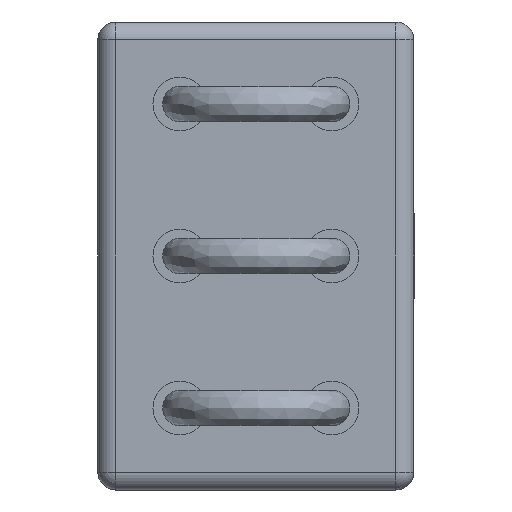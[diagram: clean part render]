
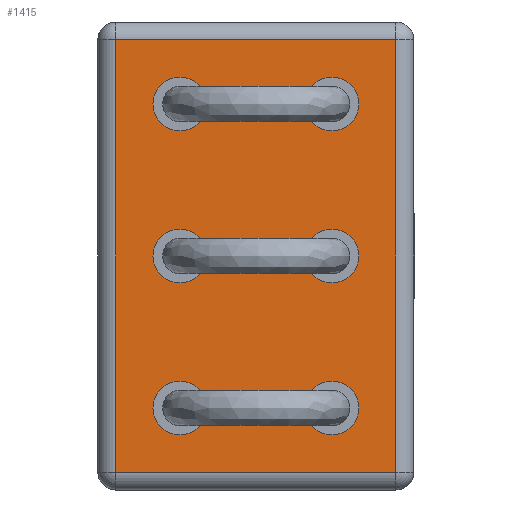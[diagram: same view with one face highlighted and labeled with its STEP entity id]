
A CAD part, front view. The second image highlights one B-rep face of the part: STEP entity #1415.
In plain terms, the highlighted planar face has unit normal (0, -1, 0).
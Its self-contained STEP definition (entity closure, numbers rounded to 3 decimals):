
#3 = AXIS2_PLACEMENT_3D ( 'NONE', #1038, #1975, #2428 ) ;
#12 = CARTESIAN_POINT ( 'NONE',  ( 1.37, 0., -3.91 ) ) ;
#36 = CARTESIAN_POINT ( 'NONE',  ( 1.37, 0., -6.45 ) ) ;
#92 = ORIENTED_EDGE ( 'NONE', *, *, #3413, .T. ) ;
#252 = VERTEX_POINT ( 'NONE', #882 ) ;
#272 = CIRCLE ( 'NONE', #4001, 0.45 ) ;
#331 = VECTOR ( 'NONE', #5675, 1000. ) ;
#340 = CARTESIAN_POINT ( 'NONE',  ( 1.37, 0., -6.9 ) ) ;
#363 = DIRECTION ( 'NONE',  ( 0., 0., 1. ) ) ;
#461 = VERTEX_POINT ( 'NONE', #4937 ) ;
#503 = ORIENTED_EDGE ( 'NONE', *, *, #1086, .T. ) ;
#512 = ORIENTED_EDGE ( 'NONE', *, *, #3510, .T. ) ;
#523 = VERTEX_POINT ( 'NONE', #3360 ) ;
#595 = ORIENTED_EDGE ( 'NONE', *, *, #2889, .T. ) ;
#599 = DIRECTION ( 'NONE',  ( 0., 0., 1. ) ) ;
#600 = DIRECTION ( 'NONE',  ( 0., 0., -1. ) ) ;
#641 = ORIENTED_EDGE ( 'NONE', *, *, #1343, .T. ) ;
#673 = CARTESIAN_POINT ( 'NONE',  ( 4.98, 0., 0. ) ) ;
#701 = FACE_BOUND ( 'NONE', #5077, .T. ) ;
#725 = EDGE_LOOP ( 'NONE', ( #2380, #4897 ) ) ;
#800 = DIRECTION ( 'NONE',  ( 0., 1., 0. ) ) ;
#831 = ORIENTED_EDGE ( 'NONE', *, *, #2668, .T. ) ;
#882 = CARTESIAN_POINT ( 'NONE',  ( 0.3, 0., -0.3 ) ) ;
#898 = PLANE ( 'NONE',  #5380 ) ;
#915 = CIRCLE ( 'NONE', #5681, 0.45 ) ;
#970 = CARTESIAN_POINT ( 'NONE',  ( 1.37, 0., -1.82 ) ) ;
#978 = VECTOR ( 'NONE', #5321, 1000. ) ;
#1019 = VERTEX_POINT ( 'NONE', #1537 ) ;
#1029 = DIRECTION ( 'NONE',  ( 0., 1., 0. ) ) ;
#1038 = CARTESIAN_POINT ( 'NONE',  ( 3.91, 0., -3.91 ) ) ;
#1047 = DIRECTION ( 'NONE',  ( 0., 1., 0. ) ) ;
#1072 = EDGE_CURVE ( 'NONE', #2995, #1675, #4217, .T. ) ;
#1086 = EDGE_CURVE ( 'NONE', #252, #1019, #4922, .T. ) ;
#1097 = EDGE_LOOP ( 'NONE', ( #1389, #831 ) ) ;
#1104 = DIRECTION ( 'NONE',  ( 0., 1., 0. ) ) ;
#1114 = VERTEX_POINT ( 'NONE', #5714 ) ;
#1116 = CIRCLE ( 'NONE', #4039, 0.45 ) ;
#1227 = DIRECTION ( 'NONE',  ( 0., 0., 1. ) ) ;
#1265 = CARTESIAN_POINT ( 'NONE',  ( 3.91, 0., -1.37 ) ) ;
#1281 = CARTESIAN_POINT ( 'NONE',  ( 1.37, 0., -0.92 ) ) ;
#1313 = DIRECTION ( 'NONE',  ( 0., 1., 0. ) ) ;
#1334 = CIRCLE ( 'NONE', #1406, 0.45 ) ;
#1343 = EDGE_CURVE ( 'NONE', #5142, #2977, #915, .T. ) ;
#1388 = DIRECTION ( 'NONE',  ( 0., 1., 0. ) ) ;
#1389 = ORIENTED_EDGE ( 'NONE', *, *, #5329, .T. ) ;
#1406 = AXIS2_PLACEMENT_3D ( 'NONE', #5593, #3368, #599 ) ;
#1415 = ADVANCED_FACE ( 'NONE', ( #5423, #2276, #701, #3303, #4212, #4493, #5759 ), #898, .T. ) ;
#1434 = DIRECTION ( 'NONE',  ( 0., 0., 1. ) ) ;
#1445 = ORIENTED_EDGE ( 'NONE', *, *, #1072, .T. ) ;
#1455 = ORIENTED_EDGE ( 'NONE', *, *, #5302, .T. ) ;
#1480 = DIRECTION ( 'NONE',  ( 0., 0., 1. ) ) ;
#1537 = CARTESIAN_POINT ( 'NONE',  ( 0.3, 0., -7.52 ) ) ;
#1660 = CARTESIAN_POINT ( 'NONE',  ( 1.37, 0., -3.91 ) ) ;
#1673 = CARTESIAN_POINT ( 'NONE',  ( 3.91, 0., -6.9 ) ) ;
#1675 = VERTEX_POINT ( 'NONE', #1281 ) ;
#1779 = DIRECTION ( 'NONE',  ( 0., 0., 1. ) ) ;
#1803 = ORIENTED_EDGE ( 'NONE', *, *, #3089, .T. ) ;
#1834 = CARTESIAN_POINT ( 'NONE',  ( 0., 0., 0. ) ) ;
#1894 = DIRECTION ( 'NONE',  ( -1., 0., 0. ) ) ;
#1909 = EDGE_CURVE ( 'NONE', #1962, #252, #4065, .T. ) ;
#1962 = VERTEX_POINT ( 'NONE', #4616 ) ;
#1971 = LINE ( 'NONE', #673, #331 ) ;
#1975 = DIRECTION ( 'NONE',  ( 0., 1., 0. ) ) ;
#2066 = DIRECTION ( 'NONE',  ( 0., 1., 0. ) ) ;
#2116 = CARTESIAN_POINT ( 'NONE',  ( 1.37, 0., -1.37 ) ) ;
#2213 = LINE ( 'NONE', #2607, #978 ) ;
#2218 = EDGE_LOOP ( 'NONE', ( #1445, #1803 ) ) ;
#2276 = FACE_BOUND ( 'NONE', #3184, .T. ) ;
#2349 = VERTEX_POINT ( 'NONE', #5367 ) ;
#2370 = VERTEX_POINT ( 'NONE', #340 ) ;
#2380 = ORIENTED_EDGE ( 'NONE', *, *, #5696, .T. ) ;
#2428 = DIRECTION ( 'NONE',  ( 0., 0., 1. ) ) ;
#2458 = CARTESIAN_POINT ( 'NONE',  ( 1.37, 0., -1.37 ) ) ;
#2485 = CIRCLE ( 'NONE', #5587, 0.45 ) ;
#2543 = EDGE_LOOP ( 'NONE', ( #92, #4193, #503, #3532 ) ) ;
#2584 = DIRECTION ( 'NONE',  ( 0., 0., 1. ) ) ;
#2600 = CARTESIAN_POINT ( 'NONE',  ( 3.91, 0., -1.82 ) ) ;
#2607 = CARTESIAN_POINT ( 'NONE',  ( 5.28, 0., -7.52 ) ) ;
#2638 = ORIENTED_EDGE ( 'NONE', *, *, #5186, .T. ) ;
#2668 = EDGE_CURVE ( 'NONE', #2349, #5516, #2485, .T. ) ;
#2889 = EDGE_CURVE ( 'NONE', #2977, #5142, #3864, .T. ) ;
#2904 = AXIS2_PLACEMENT_3D ( 'NONE', #4825, #3010, #3957 ) ;
#2907 = CARTESIAN_POINT ( 'NONE',  ( 0.3, 0., -7.82 ) ) ;
#2977 = VERTEX_POINT ( 'NONE', #5394 ) ;
#2995 = VERTEX_POINT ( 'NONE', #970 ) ;
#3010 = DIRECTION ( 'NONE',  ( 0., 1., 0. ) ) ;
#3083 = AXIS2_PLACEMENT_3D ( 'NONE', #1660, #1104, #2584 ) ;
#3089 = EDGE_CURVE ( 'NONE', #1675, #2995, #4409, .T. ) ;
#3093 = DIRECTION ( 'NONE',  ( 0., 1., 0. ) ) ;
#3107 = CARTESIAN_POINT ( 'NONE',  ( 3.91, 0., -1.37 ) ) ;
#3123 = VERTEX_POINT ( 'NONE', #5347 ) ;
#3177 = CARTESIAN_POINT ( 'NONE',  ( 0., 0., -0.3 ) ) ;
#3184 = EDGE_LOOP ( 'NONE', ( #641, #595 ) ) ;
#3230 = CIRCLE ( 'NONE', #2904, 0.45 ) ;
#3303 = FACE_OUTER_BOUND ( 'NONE', #2543, .T. ) ;
#3360 = CARTESIAN_POINT ( 'NONE',  ( 4.98, 0., -7.52 ) ) ;
#3368 = DIRECTION ( 'NONE',  ( 0., 1., 0. ) ) ;
#3385 = VECTOR ( 'NONE', #600, 1000. ) ;
#3413 = EDGE_CURVE ( 'NONE', #523, #1962, #1971, .T. ) ;
#3448 = CARTESIAN_POINT ( 'NONE',  ( 3.91, 0., -6.45 ) ) ;
#3460 = VERTEX_POINT ( 'NONE', #4731 ) ;
#3503 = CIRCLE ( 'NONE', #3809, 0.45 ) ;
#3510 = EDGE_CURVE ( 'NONE', #2370, #3123, #3230, .T. ) ;
#3528 = CIRCLE ( 'NONE', #3, 0.45 ) ;
#3532 = ORIENTED_EDGE ( 'NONE', *, *, #3961, .T. ) ;
#3612 = DIRECTION ( 'NONE',  ( 0., 0., -1. ) ) ;
#3710 = EDGE_CURVE ( 'NONE', #1114, #3460, #3528, .T. ) ;
#3759 = EDGE_LOOP ( 'NONE', ( #1455, #4045 ) ) ;
#3809 = AXIS2_PLACEMENT_3D ( 'NONE', #1265, #800, #4004 ) ;
#3859 = DIRECTION ( 'NONE',  ( 0., 0., 1. ) ) ;
#3864 = CIRCLE ( 'NONE', #3083, 0.45 ) ;
#3912 = DIRECTION ( 'NONE',  ( 0., 0., 1. ) ) ;
#3957 = DIRECTION ( 'NONE',  ( 0., 0., 1. ) ) ;
#3961 = EDGE_CURVE ( 'NONE', #1019, #523, #2213, .T. ) ;
#4001 = AXIS2_PLACEMENT_3D ( 'NONE', #3107, #4026, #363 ) ;
#4004 = DIRECTION ( 'NONE',  ( 0., 0., 1. ) ) ;
#4026 = DIRECTION ( 'NONE',  ( 0., 1., 0. ) ) ;
#4039 = AXIS2_PLACEMENT_3D ( 'NONE', #36, #1388, #1434 ) ;
#4045 = ORIENTED_EDGE ( 'NONE', *, *, #3710, .T. ) ;
#4051 = VERTEX_POINT ( 'NONE', #2600 ) ;
#4065 = LINE ( 'NONE', #3177, #5547 ) ;
#4193 = ORIENTED_EDGE ( 'NONE', *, *, #1909, .T. ) ;
#4212 = FACE_BOUND ( 'NONE', #1097, .T. ) ;
#4217 = CIRCLE ( 'NONE', #4985, 0.45 ) ;
#4409 = CIRCLE ( 'NONE', #4756, 0.45 ) ;
#4493 = FACE_BOUND ( 'NONE', #3759, .T. ) ;
#4616 = CARTESIAN_POINT ( 'NONE',  ( 4.98, 0., -0.3 ) ) ;
#4729 = CARTESIAN_POINT ( 'NONE',  ( 3.91, 0., -6.45 ) ) ;
#4731 = CARTESIAN_POINT ( 'NONE',  ( 3.91, 0., -4.36 ) ) ;
#4756 = AXIS2_PLACEMENT_3D ( 'NONE', #2116, #3093, #1227 ) ;
#4798 = AXIS2_PLACEMENT_3D ( 'NONE', #3448, #2066, #3912 ) ;
#4825 = CARTESIAN_POINT ( 'NONE',  ( 1.37, 0., -6.45 ) ) ;
#4897 = ORIENTED_EDGE ( 'NONE', *, *, #5660, .T. ) ;
#4922 = LINE ( 'NONE', #2907, #3385 ) ;
#4937 = CARTESIAN_POINT ( 'NONE',  ( 3.91, 0., -0.92 ) ) ;
#4985 = AXIS2_PLACEMENT_3D ( 'NONE', #2458, #1047, #3859 ) ;
#5001 = DIRECTION ( 'NONE',  ( 0., -1., 0. ) ) ;
#5006 = CARTESIAN_POINT ( 'NONE',  ( 1.37, 0., -4.36 ) ) ;
#5077 = EDGE_LOOP ( 'NONE', ( #512, #2638 ) ) ;
#5131 = CIRCLE ( 'NONE', #4798, 0.45 ) ;
#5142 = VERTEX_POINT ( 'NONE', #5006 ) ;
#5186 = EDGE_CURVE ( 'NONE', #3123, #2370, #1116, .T. ) ;
#5302 = EDGE_CURVE ( 'NONE', #3460, #1114, #1334, .T. ) ;
#5321 = DIRECTION ( 'NONE',  ( 1., 0., 0. ) ) ;
#5329 = EDGE_CURVE ( 'NONE', #5516, #2349, #5131, .T. ) ;
#5347 = CARTESIAN_POINT ( 'NONE',  ( 1.37, 0., -6. ) ) ;
#5367 = CARTESIAN_POINT ( 'NONE',  ( 3.91, 0., -6. ) ) ;
#5380 = AXIS2_PLACEMENT_3D ( 'NONE', #1834, #5001, #3612 ) ;
#5394 = CARTESIAN_POINT ( 'NONE',  ( 1.37, 0., -3.46 ) ) ;
#5423 = FACE_BOUND ( 'NONE', #2218, .T. ) ;
#5516 = VERTEX_POINT ( 'NONE', #1673 ) ;
#5547 = VECTOR ( 'NONE', #1894, 1000. ) ;
#5587 = AXIS2_PLACEMENT_3D ( 'NONE', #4729, #1029, #1480 ) ;
#5593 = CARTESIAN_POINT ( 'NONE',  ( 3.91, 0., -3.91 ) ) ;
#5660 = EDGE_CURVE ( 'NONE', #461, #4051, #272, .T. ) ;
#5675 = DIRECTION ( 'NONE',  ( 0., 0., 1. ) ) ;
#5681 = AXIS2_PLACEMENT_3D ( 'NONE', #12, #1313, #1779 ) ;
#5696 = EDGE_CURVE ( 'NONE', #4051, #461, #3503, .T. ) ;
#5714 = CARTESIAN_POINT ( 'NONE',  ( 3.91, 0., -3.46 ) ) ;
#5759 = FACE_BOUND ( 'NONE', #725, .T. ) ;
